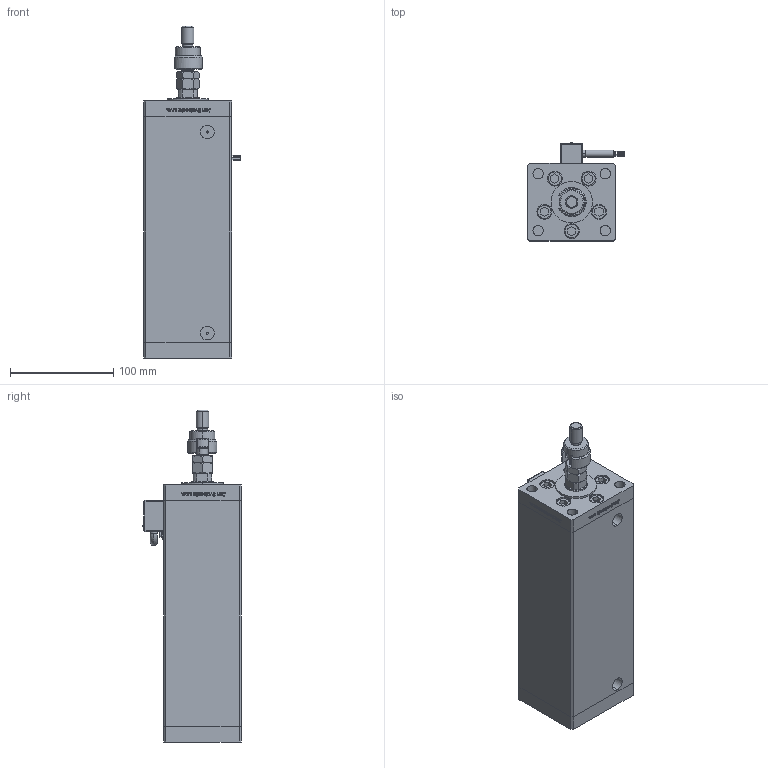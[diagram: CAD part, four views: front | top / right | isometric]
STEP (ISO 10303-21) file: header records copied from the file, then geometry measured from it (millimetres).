
FILE_DESCRIPTION (( 'STEP AP203' ), '1' );
FILE_NAME ('2c01.STEP', '2024-01-09T02:44:45', ( '' ), ( '' ), 'SwSTEP 2.0', 'SolidWorks 2019', '' );
FILE_SCHEMA (( 'CONFIG_CONTROL_DESIGN' ));
Length unit declared in the file: millimetre
Products named in the file (10): ALLEN BOLT 4cdf759a0b58ced9a50698349d804c5b; Magnetic_Switch_MSU4 4cdf759a0b58ced9a50698349d804c5b; MFA 4cdf759a0b58ced9a50698349d804c5b; DFA 4cdf759a0b58ced9a50698349d804c5b; V220C BACK_B 4cdf759a0b58ced9a50698349d804c5b; V220C_FRONT_B 4cdf759a0b58ced9a50698349d804c5b; 2c01; V220C_VC_B 4cdf759a0b58ced9a50698349d804c5b; FEMALE_PART_FOR_DFA 4cdf759a0b58ced9a50698349d804c5b; V220C_B MIDDLE 4cdf759a0b58ced9a50698349d804c5b
Assembly tree (18 placements, depth 3):
  2c01
    V220C_B MIDDLE 4cdf759a0b58ced9a50698349d804c5b
    V220C BACK_B 4cdf759a0b58ced9a50698349d804c5b
    V220C_FRONT_B 4cdf759a0b58ced9a50698349d804c5b
    V220C_VC_B 4cdf759a0b58ced9a50698349d804c5b
    Magnetic_Switch_MSU4 4cdf759a0b58ced9a50698349d804c5b
    ALLEN BOLT 4cdf759a0b58ced9a50698349d804c5b  x10
    DFA 4cdf759a0b58ced9a50698349d804c5b
      FEMALE_PART_FOR_DFA 4cdf759a0b58ced9a50698349d804c5b
      MFA 4cdf759a0b58ced9a50698349d804c5b
Bounding box: 93.3 x 95.1 x 321 mm (x, y, z)
Volume: 1419166.1 mm3; surface area: 210687.6 mm2
Topology: 17 solids, 18 shells, 1372 faces, 3374 edges, 2184 vertices
Faces by surface type: plane 531, bspline 484, cylinder 205, cone 88, torus 52, sphere 12
Entity records: 58012 total; most frequent: CARTESIAN_POINT 31520, ORIENTED_EDGE 5900, DIRECTION 3764, EDGE_CURVE 2950, VERTEX_POINT 1932, VECTOR 1484, LINE 1484, EDGE_LOOP 1358
